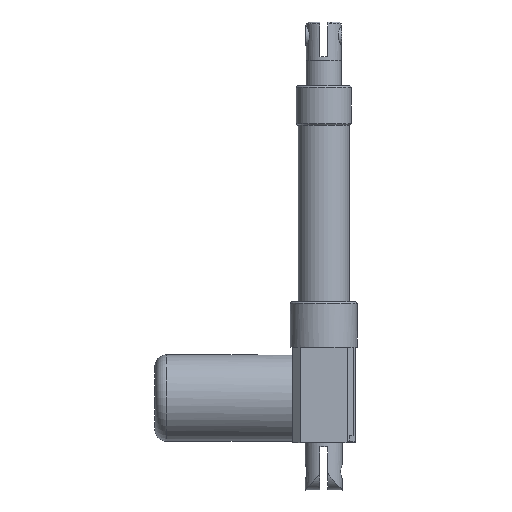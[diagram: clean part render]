
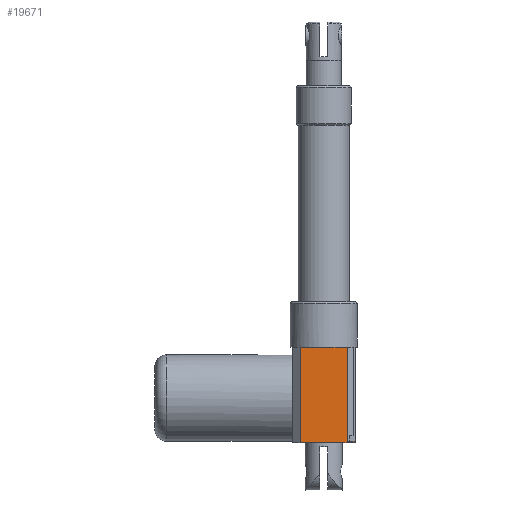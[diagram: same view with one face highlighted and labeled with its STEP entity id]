
A CAD part, front view. The second image highlights one B-rep face of the part: STEP entity #19671.
In plain terms, the highlighted planar face has unit normal (0, -1, 0).
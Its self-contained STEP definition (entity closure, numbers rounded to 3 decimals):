
#8562 = VERTEX_POINT('',#8563);
#8563 = CARTESIAN_POINT('',(0.,-33.338,-36.513));
#8600 = PLANE('',#8601);
#8601 = AXIS2_PLACEMENT_3D('',#8602,#8603,#8604);
#8602 = CARTESIAN_POINT('',(0.,1.588,-36.513));
#8603 = DIRECTION('',(0.,0.,1.));
#8604 = DIRECTION('',(1.,0.,0.));
#8655 = PLANE('',#8656);
#8656 = AXIS2_PLACEMENT_3D('',#8657,#8658,#8659);
#8657 = CARTESIAN_POINT('',(0.,1.588,-36.513));
#8658 = DIRECTION('',(0.,0.,1.));
#8659 = DIRECTION('',(1.,0.,0.));
#11114 = PLANE('',#11115);
#11115 = AXIS2_PLACEMENT_3D('',#11116,#11117,#11118);
#11116 = CARTESIAN_POINT('',(25.4,36.513,-36.513));
#11117 = DIRECTION('',(1.,0.,0.));
#11118 = DIRECTION('',(0.,-1.,0.));
#17268 = PLANE('',#17269);
#17269 = AXIS2_PLACEMENT_3D('',#17270,#17271,#17272);
#17270 = CARTESIAN_POINT('',(0.,-9.525,-113.983));
#17271 = DIRECTION('',(0.,0.,1.));
#17272 = DIRECTION('',(1.,0.,0.));
#18519 = VERTEX_POINT('',#18520);
#18520 = CARTESIAN_POINT('',(-19.05,-33.338,-113.983));
#18536 = PLANE('',#18537);
#18537 = AXIS2_PLACEMENT_3D('',#18538,#18539,#18540);
#18538 = CARTESIAN_POINT('',(-19.05,-33.338,-112.713));
#18539 = DIRECTION('',(0.707,0.707,0.));
#18540 = DIRECTION('',(-0.707,0.707,0.));
#18595 = VERTEX_POINT('',#18596);
#18596 = CARTESIAN_POINT('',(25.4,-33.338,-113.983));
#18617 = EDGE_CURVE('',#18595,#18519,#18618,.T.);
#18618 = SURFACE_CURVE('',#18619,(#18623,#18630),.PCURVE_S1.);
#18619 = LINE('',#18620,#18621);
#18620 = CARTESIAN_POINT('',(25.4,-33.338,-113.983));
#18621 = VECTOR('',#18622,1.);
#18622 = DIRECTION('',(-1.,0.,0.));
#18623 = PCURVE('',#17268,#18624);
#18624 = DEFINITIONAL_REPRESENTATION('',(#18625),#18629);
#18625 = LINE('',#18626,#18627);
#18626 = CARTESIAN_POINT('',(25.4,-23.813));
#18627 = VECTOR('',#18628,1.);
#18628 = DIRECTION('',(-1.,0.));
#18629 = ( GEOMETRIC_REPRESENTATION_CONTEXT(2) 
PARAMETRIC_REPRESENTATION_CONTEXT() REPRESENTATION_CONTEXT('2D SPACE',''
  ) );
#18630 = PCURVE('',#18631,#18636);
#18631 = PLANE('',#18632);
#18632 = AXIS2_PLACEMENT_3D('',#18633,#18634,#18635);
#18633 = CARTESIAN_POINT('',(25.4,-33.338,-36.513));
#18634 = DIRECTION('',(0.,-1.,0.));
#18635 = DIRECTION('',(-1.,0.,0.));
#18636 = DEFINITIONAL_REPRESENTATION('',(#18637),#18641);
#18637 = LINE('',#18638,#18639);
#18638 = CARTESIAN_POINT('',(0.,77.47));
#18639 = VECTOR('',#18640,1.);
#18640 = DIRECTION('',(1.,0.));
#18641 = ( GEOMETRIC_REPRESENTATION_CONTEXT(2) 
PARAMETRIC_REPRESENTATION_CONTEXT() REPRESENTATION_CONTEXT('2D SPACE',''
  ) );
#18832 = PLANE('',#18833);
#18833 = AXIS2_PLACEMENT_3D('',#18834,#18835,#18836);
#18834 = CARTESIAN_POINT('',(25.4,-26.988,-112.713));
#18835 = DIRECTION('',(-0.707,0.707,0.));
#18836 = DIRECTION('',(-0.707,-0.707,0.));
#18884 = PLANE('',#18885);
#18885 = AXIS2_PLACEMENT_3D('',#18886,#18887,#18888);
#18886 = CARTESIAN_POINT('',(0.,-9.525,-112.713));
#18887 = DIRECTION('',(0.,0.,1.));
#18888 = DIRECTION('',(1.,0.,0.));
#18904 = VERTEX_POINT('',#18905);
#18905 = CARTESIAN_POINT('',(19.05,-33.338,-112.713));
#18926 = EDGE_CURVE('',#18927,#18904,#18929,.T.);
#18927 = VERTEX_POINT('',#18928);
#18928 = CARTESIAN_POINT('',(25.4,-33.338,-112.713));
#18929 = SURFACE_CURVE('',#18930,(#18934,#18941),.PCURVE_S1.);
#18930 = LINE('',#18931,#18932);
#18931 = CARTESIAN_POINT('',(25.4,-33.338,-112.713));
#18932 = VECTOR('',#18933,1.);
#18933 = DIRECTION('',(-1.,0.,0.));
#18934 = PCURVE('',#18884,#18935);
#18935 = DEFINITIONAL_REPRESENTATION('',(#18936),#18940);
#18936 = LINE('',#18937,#18938);
#18937 = CARTESIAN_POINT('',(25.4,-23.813));
#18938 = VECTOR('',#18939,1.);
#18939 = DIRECTION('',(-1.,0.));
#18940 = ( GEOMETRIC_REPRESENTATION_CONTEXT(2) 
PARAMETRIC_REPRESENTATION_CONTEXT() REPRESENTATION_CONTEXT('2D SPACE',''
  ) );
#18941 = PCURVE('',#18631,#18942);
#18942 = DEFINITIONAL_REPRESENTATION('',(#18943),#18947);
#18943 = LINE('',#18944,#18945);
#18944 = CARTESIAN_POINT('',(0.,76.2));
#18945 = VECTOR('',#18946,1.);
#18946 = DIRECTION('',(1.,0.));
#18947 = ( GEOMETRIC_REPRESENTATION_CONTEXT(2) 
PARAMETRIC_REPRESENTATION_CONTEXT() REPRESENTATION_CONTEXT('2D SPACE',''
  ) );
#19019 = VERTEX_POINT('',#19020);
#19020 = CARTESIAN_POINT('',(19.05,-33.338,-36.513));
#19041 = EDGE_CURVE('',#18904,#19019,#19042,.T.);
#19042 = SURFACE_CURVE('',#19043,(#19047,#19054),.PCURVE_S1.);
#19043 = LINE('',#19044,#19045);
#19044 = CARTESIAN_POINT('',(19.05,-33.338,-74.613));
#19045 = VECTOR('',#19046,1.);
#19046 = DIRECTION('',(0.,0.,1.));
#19047 = PCURVE('',#18832,#19048);
#19048 = DEFINITIONAL_REPRESENTATION('',(#19049),#19053);
#19049 = LINE('',#19050,#19051);
#19050 = CARTESIAN_POINT('',(8.98,38.1));
#19051 = VECTOR('',#19052,1.);
#19052 = DIRECTION('',(0.,1.));
#19053 = ( GEOMETRIC_REPRESENTATION_CONTEXT(2) 
PARAMETRIC_REPRESENTATION_CONTEXT() REPRESENTATION_CONTEXT('2D SPACE',''
  ) );
#19054 = PCURVE('',#18631,#19055);
#19055 = DEFINITIONAL_REPRESENTATION('',(#19056),#19060);
#19056 = LINE('',#19057,#19058);
#19057 = CARTESIAN_POINT('',(6.35,38.1));
#19058 = VECTOR('',#19059,1.);
#19059 = DIRECTION('',(0.,-1.));
#19060 = ( GEOMETRIC_REPRESENTATION_CONTEXT(2) 
PARAMETRIC_REPRESENTATION_CONTEXT() REPRESENTATION_CONTEXT('2D SPACE',''
  ) );
#19188 = EDGE_CURVE('',#8562,#19019,#19189,.T.);
#19189 = SURFACE_CURVE('',#19190,(#19194,#19201),.PCURVE_S1.);
#19190 = LINE('',#19191,#19192);
#19191 = CARTESIAN_POINT('',(-25.4,-33.338,-36.513));
#19192 = VECTOR('',#19193,1.);
#19193 = DIRECTION('',(1.,0.,0.));
#19194 = PCURVE('',#8655,#19195);
#19195 = DEFINITIONAL_REPRESENTATION('',(#19196),#19200);
#19196 = LINE('',#19197,#19198);
#19197 = CARTESIAN_POINT('',(-25.4,-34.925));
#19198 = VECTOR('',#19199,1.);
#19199 = DIRECTION('',(1.,0.));
#19200 = ( GEOMETRIC_REPRESENTATION_CONTEXT(2) 
PARAMETRIC_REPRESENTATION_CONTEXT() REPRESENTATION_CONTEXT('2D SPACE',''
  ) );
#19201 = PCURVE('',#18631,#19202);
#19202 = DEFINITIONAL_REPRESENTATION('',(#19203),#19207);
#19203 = LINE('',#19204,#19205);
#19204 = CARTESIAN_POINT('',(50.8,0.));
#19205 = VECTOR('',#19206,1.);
#19206 = DIRECTION('',(-1.,0.));
#19207 = ( GEOMETRIC_REPRESENTATION_CONTEXT(2) 
PARAMETRIC_REPRESENTATION_CONTEXT() REPRESENTATION_CONTEXT('2D SPACE',''
  ) );
#19270 = EDGE_CURVE('',#18927,#18595,#19271,.T.);
#19271 = SURFACE_CURVE('',#19272,(#19276,#19283),.PCURVE_S1.);
#19272 = LINE('',#19273,#19274);
#19273 = CARTESIAN_POINT('',(25.4,-33.338,-112.713));
#19274 = VECTOR('',#19275,1.);
#19275 = DIRECTION('',(0.,0.,-1.));
#19276 = PCURVE('',#11114,#19277);
#19277 = DEFINITIONAL_REPRESENTATION('',(#19278),#19282);
#19278 = LINE('',#19279,#19280);
#19279 = CARTESIAN_POINT('',(69.85,76.2));
#19280 = VECTOR('',#19281,1.);
#19281 = DIRECTION('',(0.,1.));
#19282 = ( GEOMETRIC_REPRESENTATION_CONTEXT(2) 
PARAMETRIC_REPRESENTATION_CONTEXT() REPRESENTATION_CONTEXT('2D SPACE',''
  ) );
#19283 = PCURVE('',#18631,#19284);
#19284 = DEFINITIONAL_REPRESENTATION('',(#19285),#19289);
#19285 = LINE('',#19286,#19287);
#19286 = CARTESIAN_POINT('',(0.,76.2));
#19287 = VECTOR('',#19288,1.);
#19288 = DIRECTION('',(0.,1.));
#19289 = ( GEOMETRIC_REPRESENTATION_CONTEXT(2) 
PARAMETRIC_REPRESENTATION_CONTEXT() REPRESENTATION_CONTEXT('2D SPACE',''
  ) );
#19490 = EDGE_CURVE('',#19491,#18519,#19493,.T.);
#19491 = VERTEX_POINT('',#19492);
#19492 = CARTESIAN_POINT('',(-19.05,-33.338,-36.513));
#19493 = SURFACE_CURVE('',#19494,(#19498,#19505),.PCURVE_S1.);
#19494 = LINE('',#19495,#19496);
#19495 = CARTESIAN_POINT('',(-19.05,-33.338,-74.613));
#19496 = VECTOR('',#19497,1.);
#19497 = DIRECTION('',(0.,0.,-1.));
#19498 = PCURVE('',#18536,#19499);
#19499 = DEFINITIONAL_REPRESENTATION('',(#19500),#19504);
#19500 = LINE('',#19501,#19502);
#19501 = CARTESIAN_POINT('',(0.,38.1));
#19502 = VECTOR('',#19503,1.);
#19503 = DIRECTION('',(0.,-1.));
#19504 = ( GEOMETRIC_REPRESENTATION_CONTEXT(2) 
PARAMETRIC_REPRESENTATION_CONTEXT() REPRESENTATION_CONTEXT('2D SPACE',''
  ) );
#19505 = PCURVE('',#18631,#19506);
#19506 = DEFINITIONAL_REPRESENTATION('',(#19507),#19511);
#19507 = LINE('',#19508,#19509);
#19508 = CARTESIAN_POINT('',(44.45,38.1));
#19509 = VECTOR('',#19510,1.);
#19510 = DIRECTION('',(0.,1.));
#19511 = ( GEOMETRIC_REPRESENTATION_CONTEXT(2) 
PARAMETRIC_REPRESENTATION_CONTEXT() REPRESENTATION_CONTEXT('2D SPACE',''
  ) );
#19649 = EDGE_CURVE('',#19491,#8562,#19650,.T.);
#19650 = SURFACE_CURVE('',#19651,(#19655,#19662),.PCURVE_S1.);
#19651 = LINE('',#19652,#19653);
#19652 = CARTESIAN_POINT('',(-25.4,-33.338,-36.513));
#19653 = VECTOR('',#19654,1.);
#19654 = DIRECTION('',(1.,0.,0.));
#19655 = PCURVE('',#8600,#19656);
#19656 = DEFINITIONAL_REPRESENTATION('',(#19657),#19661);
#19657 = LINE('',#19658,#19659);
#19658 = CARTESIAN_POINT('',(-25.4,-34.925));
#19659 = VECTOR('',#19660,1.);
#19660 = DIRECTION('',(1.,0.));
#19661 = ( GEOMETRIC_REPRESENTATION_CONTEXT(2) 
PARAMETRIC_REPRESENTATION_CONTEXT() REPRESENTATION_CONTEXT('2D SPACE',''
  ) );
#19662 = PCURVE('',#18631,#19663);
#19663 = DEFINITIONAL_REPRESENTATION('',(#19664),#19668);
#19664 = LINE('',#19665,#19666);
#19665 = CARTESIAN_POINT('',(50.8,0.));
#19666 = VECTOR('',#19667,1.);
#19667 = DIRECTION('',(-1.,0.));
#19668 = ( GEOMETRIC_REPRESENTATION_CONTEXT(2) 
PARAMETRIC_REPRESENTATION_CONTEXT() REPRESENTATION_CONTEXT('2D SPACE',''
  ) );
#19671 = ADVANCED_FACE('',(#19672),#18631,.T.);
#19672 = FACE_BOUND('',#19673,.T.);
#19673 = EDGE_LOOP('',(#19674,#19675,#19676,#19677,#19678,#19679,#19680)
  );
#19674 = ORIENTED_EDGE('',*,*,#19490,.T.);
#19675 = ORIENTED_EDGE('',*,*,#18617,.F.);
#19676 = ORIENTED_EDGE('',*,*,#19270,.F.);
#19677 = ORIENTED_EDGE('',*,*,#18926,.T.);
#19678 = ORIENTED_EDGE('',*,*,#19041,.T.);
#19679 = ORIENTED_EDGE('',*,*,#19188,.F.);
#19680 = ORIENTED_EDGE('',*,*,#19649,.F.);
